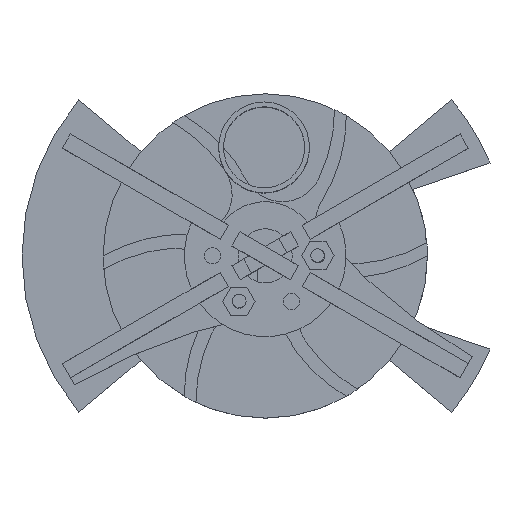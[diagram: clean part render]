
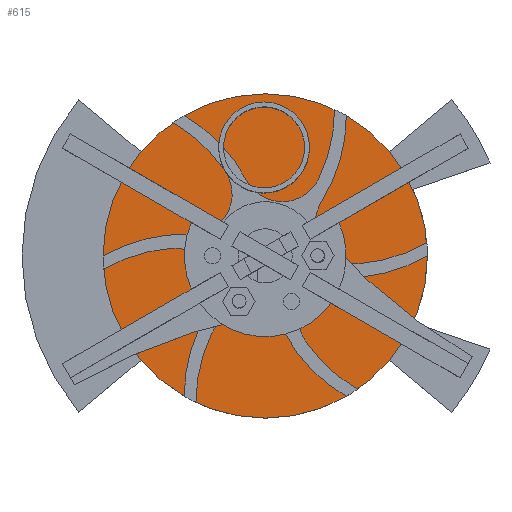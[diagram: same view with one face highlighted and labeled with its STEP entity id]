
A CAD part, top view. The second image highlights one B-rep face of the part: STEP entity #615.
In plain terms, the highlighted planar face has unit normal (0, 0, 1).
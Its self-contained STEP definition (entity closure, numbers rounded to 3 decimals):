
#503=FACE_BOUND('',#1338,.T.);
#504=FACE_BOUND('',#1339,.T.);
#615=ADVANCED_FACE('',(#503,#504),#870,.T.);
#870=PLANE('',#5547);
#1338=EDGE_LOOP('',(#1964,#1965,#1966,#1967,#1968,#1969,#1970,#1971));
#1339=EDGE_LOOP('',(#1972));
#1628=CIRCLE('',#5540,60.);
#1631=CIRCLE('',#5545,3.5);
#1632=CIRCLE('',#5546,3.5);
#1964=ORIENTED_EDGE('',*,*,#3745,.F.);
#1965=ORIENTED_EDGE('',*,*,#3746,.F.);
#1966=ORIENTED_EDGE('',*,*,#3747,.F.);
#1967=ORIENTED_EDGE('',*,*,#3748,.F.);
#1968=ORIENTED_EDGE('',*,*,#3749,.F.);
#1969=ORIENTED_EDGE('',*,*,#3750,.F.);
#1970=ORIENTED_EDGE('',*,*,#3751,.F.);
#1971=ORIENTED_EDGE('',*,*,#3752,.F.);
#1972=ORIENTED_EDGE('',*,*,#3736,.T.);
#3224=VERTEX_POINT('',#7548);
#3233=VERTEX_POINT('',#7568);
#3234=VERTEX_POINT('',#7569);
#3235=VERTEX_POINT('',#7571);
#3236=VERTEX_POINT('',#7573);
#3237=VERTEX_POINT('',#7575);
#3238=VERTEX_POINT('',#7577);
#3239=VERTEX_POINT('',#7579);
#3240=VERTEX_POINT('',#7581);
#3736=EDGE_CURVE('',#3224,#3224,#1628,.T.);
#3745=EDGE_CURVE('',#3233,#3234,#4418,.T.);
#3746=EDGE_CURVE('',#3235,#3233,#4419,.T.);
#3747=EDGE_CURVE('',#3236,#3235,#1631,.T.);
#3748=EDGE_CURVE('',#3237,#3236,#4420,.T.);
#3749=EDGE_CURVE('',#3238,#3237,#4421,.T.);
#3750=EDGE_CURVE('',#3239,#3238,#4422,.T.);
#3751=EDGE_CURVE('',#3240,#3239,#1632,.T.);
#3752=EDGE_CURVE('',#3234,#3240,#4423,.T.);
#4418=LINE('',#7567,#4984);
#4419=LINE('',#7570,#4985);
#4420=LINE('',#7574,#4986);
#4421=LINE('',#7576,#4987);
#4422=LINE('',#7578,#4988);
#4423=LINE('',#7582,#4989);
#4984=VECTOR('',#6140,1.);
#4985=VECTOR('',#6141,1.);
#4986=VECTOR('',#6144,1.);
#4987=VECTOR('',#6145,1.);
#4988=VECTOR('',#6146,1.);
#4989=VECTOR('',#6149,1.);
#5540=AXIS2_PLACEMENT_3D('',#7547,#6124,#6125);
#5545=AXIS2_PLACEMENT_3D('',#7572,#6142,#6143);
#5546=AXIS2_PLACEMENT_3D('',#7580,#6147,#6148);
#5547=AXIS2_PLACEMENT_3D('',#7583,#6150,#6151);
#6124=DIRECTION('',(0.,0.,1.));
#6125=DIRECTION('',(1.,0.,0.));
#6140=DIRECTION('',(0.,-1.,0.));
#6141=DIRECTION('',(-1.,0.,0.));
#6142=DIRECTION('',(0.,0.,1.));
#6143=DIRECTION('',(1.,0.,0.));
#6144=DIRECTION('',(-1.,0.,0.));
#6145=DIRECTION('',(0.,1.,0.));
#6146=DIRECTION('',(1.,0.,0.));
#6147=DIRECTION('',(0.,0.,1.));
#6148=DIRECTION('',(1.,0.,0.));
#6149=DIRECTION('',(1.,0.,0.));
#6150=DIRECTION('',(0.,0.,1.));
#6151=DIRECTION('',(1.,0.,0.));
#7547=CARTESIAN_POINT('',(0.,0.,0.));
#7548=CARTESIAN_POINT('',(60.,0.,0.));
#7567=CARTESIAN_POINT('',(-10.,2.,0.));
#7568=CARTESIAN_POINT('',(-10.,2.,0.));
#7569=CARTESIAN_POINT('',(-10.,-2.,0.));
#7570=CARTESIAN_POINT('',(-2.872,2.,0.));
#7571=CARTESIAN_POINT('',(-2.872,2.,0.));
#7572=CARTESIAN_POINT('',(0.,0.,0.));
#7573=CARTESIAN_POINT('',(2.872,2.,0.));
#7574=CARTESIAN_POINT('',(10.,2.,0.));
#7575=CARTESIAN_POINT('',(10.,2.,0.));
#7576=CARTESIAN_POINT('',(10.,-2.,0.));
#7577=CARTESIAN_POINT('',(10.,-2.,0.));
#7578=CARTESIAN_POINT('',(2.872,-2.,0.));
#7579=CARTESIAN_POINT('',(2.872,-2.,0.));
#7580=CARTESIAN_POINT('',(0.,0.,0.));
#7581=CARTESIAN_POINT('',(-2.872,-2.,0.));
#7582=CARTESIAN_POINT('',(-10.,-2.,0.));
#7583=CARTESIAN_POINT('',(0.,0.,0.));
